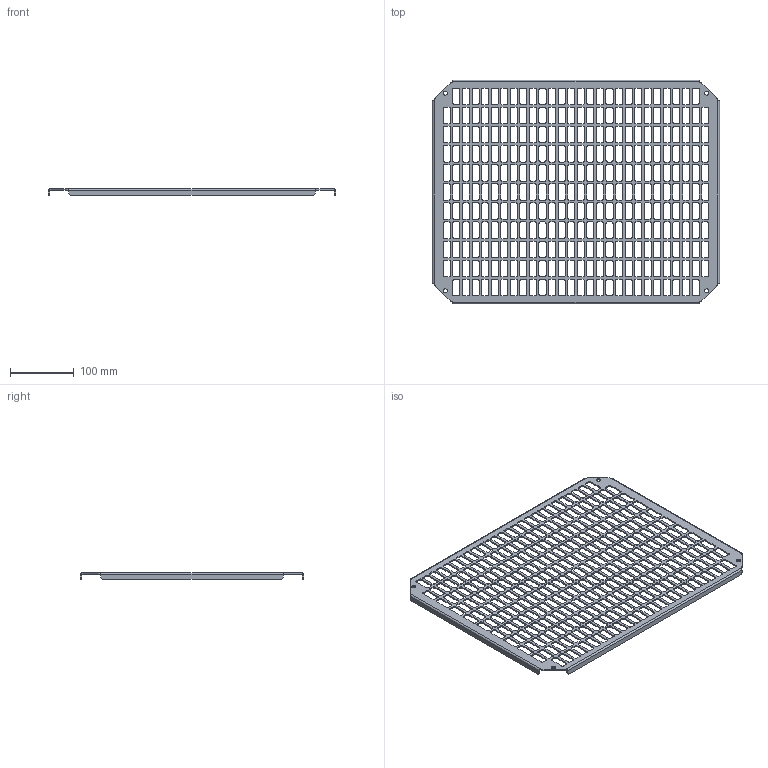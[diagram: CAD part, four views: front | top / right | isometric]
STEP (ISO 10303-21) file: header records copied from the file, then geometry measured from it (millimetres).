
FILE_DESCRIPTION (( 'STEP AP203' ), '1' );
FILE_NAME ('MPP 5040.STEP', '2021-12-08T11:24:22', ( '' ), ( '' ), 'SwSTEP 2.0', 'SolidWorks 2020', '' );
FILE_SCHEMA (( 'CONFIG_CONTROL_DESIGN' ));
Products named in the file (1): MPP 5040
Bounding box: 450 x 350 x 10 mm (x, y, z)
Volume: 158479.6 mm3; surface area: 204725.2 mm2
Topology: 1 solids, 1 shells, 2498 faces, 7488 edges, 4992 vertices
Faces by surface type: plane 1250, cylinder 1248
Entity records: 86197 total; most frequent: DIRECTION 14982, CARTESIAN_POINT 14979, ORIENTED_EDGE 14976, EDGE_CURVE 7488, AXIS2_PLACEMENT_3D 4995, LINE 4992, VECTOR 4992, VERTEX_POINT 4992
